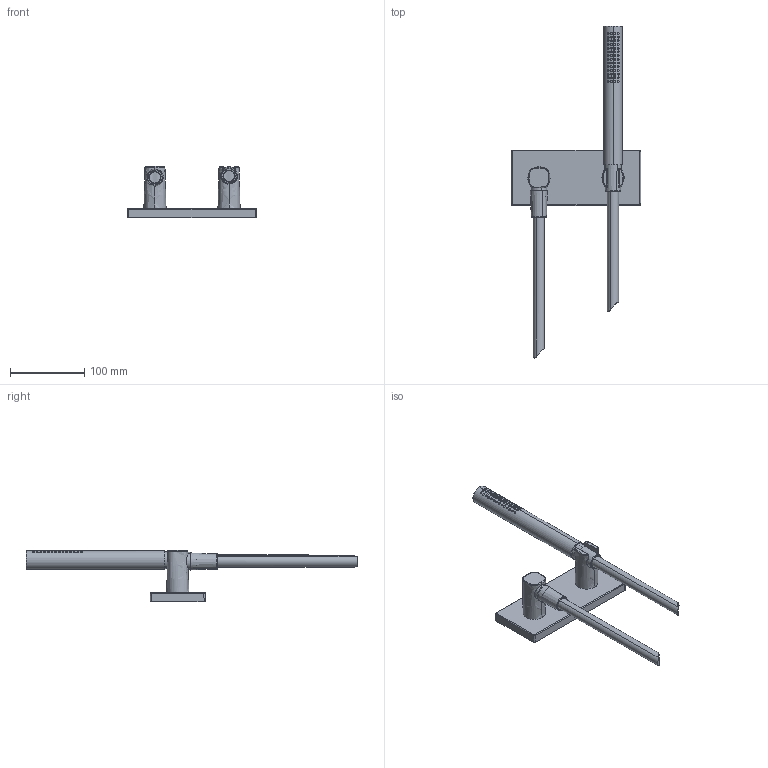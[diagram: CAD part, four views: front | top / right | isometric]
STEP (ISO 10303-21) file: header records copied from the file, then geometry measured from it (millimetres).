
FILE_DESCRIPTION (( 'STEP AP203' ), '1' );
FILE_NAME ('44430170.STEP', '2017-03-29T07:11:53', ( '' ), ( '' ), 'SwSTEP 2.0', 'SolidWorks 2016', '' );
FILE_SCHEMA (( 'CONFIG_CONTROL_DESIGN' ));
Length unit declared in the file: millimetre
Products named in the file (1): 44430170
Bounding box: 175 x 448.27 x 69 mm (x, y, z)
Surface area: 93240.3 mm2 (no closed solid volume)
Topology: 0 solids, 10 shells, 171 faces, 356 edges, 267 vertices
Faces by surface type: cylinder 96, plane 33, bspline 23, cone 13, torus 6
Entity records: 11314 total; most frequent: CARTESIAN_POINT 7879, ORIENTED_EDGE 712, DIRECTION 542, EDGE_CURVE 356, VERTEX_POINT 267, EDGE_LOOP 237, AXIS2_PLACEMENT_3D 235, B_SPLINE_CURVE_WITH_KNOTS 195
